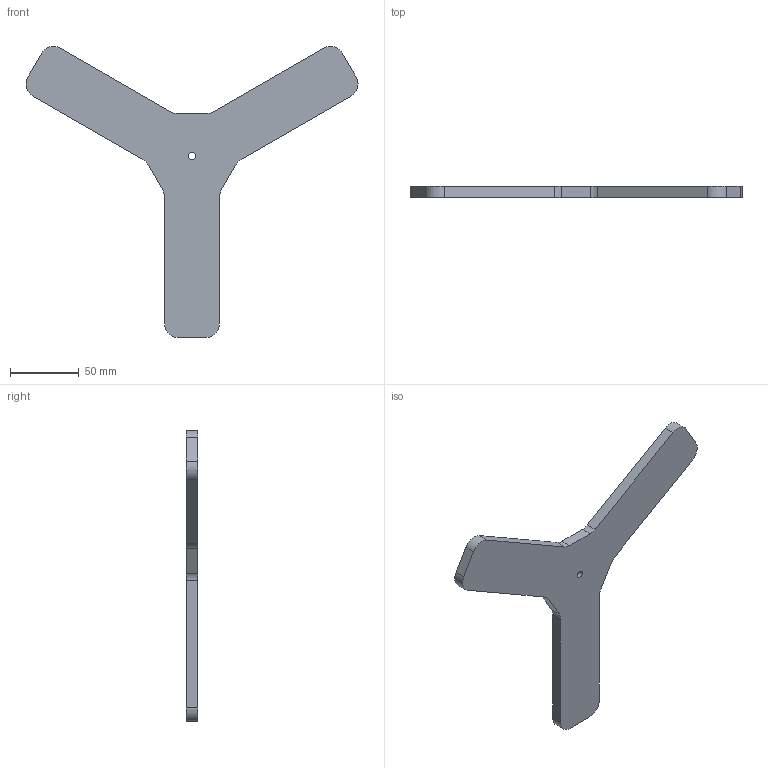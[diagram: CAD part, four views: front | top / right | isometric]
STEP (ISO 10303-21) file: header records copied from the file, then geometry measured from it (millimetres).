
FILE_DESCRIPTION (( 'STEP AP214' ), '1' );
FILE_NAME ('PowerConcepts_CobraDics_105_V1.4_240627.STEP', '2024-06-27T05:51:35', ( '' ), ( '' ), 'SwSTEP 2.0', 'SolidWorks 2024', '' );
FILE_SCHEMA (( 'AUTOMOTIVE_DESIGN' ));
Length unit declared in the file: millimetre
Products named in the file (1): PowerConcepts_CobraDics_105_V1.4_240627
Bounding box: 241.31 x 8 x 211.66 mm (x, y, z)
Volume: 122319.8 mm3; surface area: 37572.9 mm2
Topology: 1 solids, 1 shells, 233 faces, 636 edges, 424 vertices
Faces by surface type: plane 149, bspline 71, cylinder 13
Full cylindrical faces by diameter (mm): 5.1 x1
Entity records: 7680 total; most frequent: CARTESIAN_POINT 2212, ORIENTED_EDGE 1270, DIRECTION 845, EDGE_CURVE 635, LINE 467, VECTOR 467, VERTEX_POINT 424, EDGE_LOOP 255
